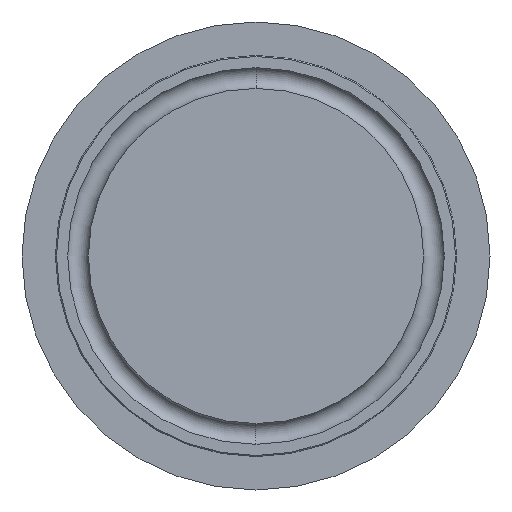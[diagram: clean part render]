
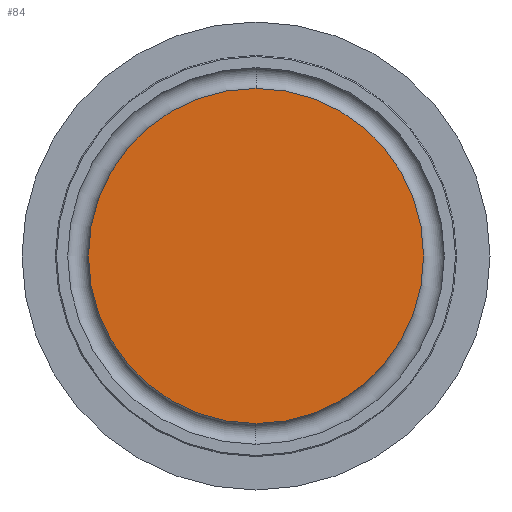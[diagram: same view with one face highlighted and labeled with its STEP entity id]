
A CAD part, left-side view. The second image highlights one B-rep face of the part: STEP entity #84.
In plain terms, the highlighted planar face has unit normal (-1, 0, 0).
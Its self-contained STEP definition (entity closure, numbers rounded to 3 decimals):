
#31 = FACE_OUTER_BOUND ( 'NONE', #99, .T. ) ;
#61 = CIRCLE ( 'NONE', #240, 37.592 ) ;
#76 = PLANE ( 'NONE',  #485 ) ;
#79 = DIRECTION ( 'NONE',  ( 1., 0., 0. ) ) ;
#84 = ADVANCED_FACE ( 'NONE', ( #31 ), #76, .F. ) ;
#95 = DIRECTION ( 'NONE',  ( 0., 0., 1. ) ) ;
#99 = EDGE_LOOP ( 'NONE', ( #294, #431 ) ) ;
#100 = EDGE_CURVE ( 'NONE', #413, #225, #256, .T. ) ;
#110 = DIRECTION ( 'NONE',  ( 0., 0., 1. ) ) ;
#143 = DIRECTION ( 'NONE',  ( -1., 0., 0. ) ) ;
#162 = CARTESIAN_POINT ( 'NONE',  ( -10.328, 0., 0. ) ) ;
#225 = VERTEX_POINT ( 'NONE', #380 ) ;
#240 = AXIS2_PLACEMENT_3D ( 'NONE', #389, #143, #95 ) ;
#256 = CIRCLE ( 'NONE', #281, 37.592 ) ;
#277 = EDGE_CURVE ( 'NONE', #225, #413, #61, .T. ) ;
#281 = AXIS2_PLACEMENT_3D ( 'NONE', #162, #356, #110 ) ;
#294 = ORIENTED_EDGE ( 'NONE', *, *, #100, .T. ) ;
#322 = DIRECTION ( 'NONE',  ( 0., 0., -1. ) ) ;
#332 = CARTESIAN_POINT ( 'NONE',  ( -10.328, 0., 37.592 ) ) ;
#356 = DIRECTION ( 'NONE',  ( -1., 0., 0. ) ) ;
#380 = CARTESIAN_POINT ( 'NONE',  ( -10.328, 0., -37.592 ) ) ;
#389 = CARTESIAN_POINT ( 'NONE',  ( -10.328, 0., 0. ) ) ;
#407 = CARTESIAN_POINT ( 'NONE',  ( -10.328, 37.592, 0. ) ) ;
#413 = VERTEX_POINT ( 'NONE', #332 ) ;
#431 = ORIENTED_EDGE ( 'NONE', *, *, #277, .T. ) ;
#485 = AXIS2_PLACEMENT_3D ( 'NONE', #407, #79, #322 ) ;
